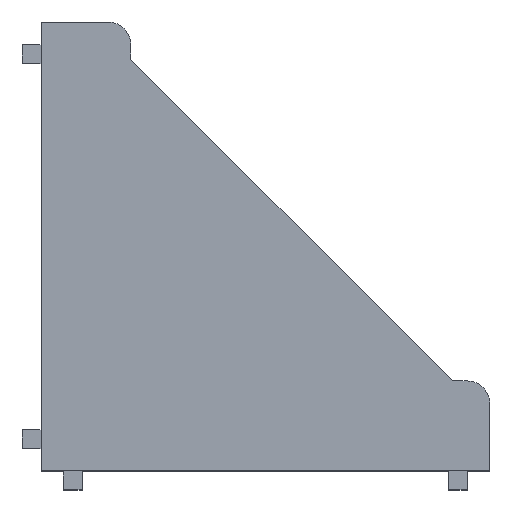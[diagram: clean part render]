
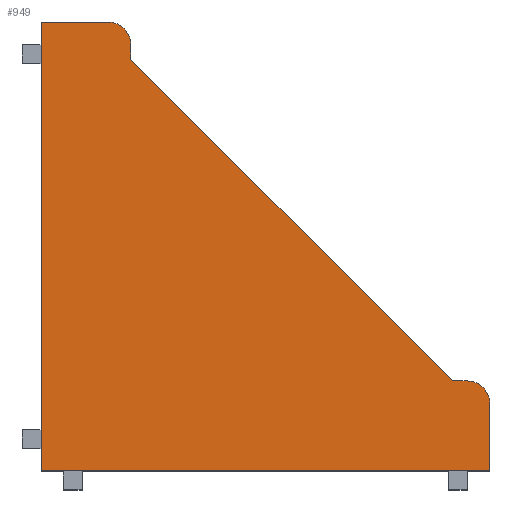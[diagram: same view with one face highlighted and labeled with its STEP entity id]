
A CAD part, top view. The second image highlights one B-rep face of the part: STEP entity #949.
In plain terms, the highlighted planar face has unit normal (0, 0, 1).
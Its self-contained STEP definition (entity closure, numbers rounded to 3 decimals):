
#21 = ORIENTED_EDGE ( 'NONE', *, *, #1182, .T. ) ;
#26 = CIRCLE ( 'NONE', #1406, 3. ) ;
#40 = EDGE_CURVE ( 'NONE', #1091, #2497, #1662, .T. ) ;
#48 = ORIENTED_EDGE ( 'NONE', *, *, #1221, .T. ) ;
#156 = FACE_OUTER_BOUND ( 'NONE', #1335, .T. ) ;
#238 = VERTEX_POINT ( 'NONE', #311 ) ;
#239 = VERTEX_POINT ( 'NONE', #1782 ) ;
#257 = DIRECTION ( 'NONE',  ( 0., -1., 0. ) ) ;
#258 = LINE ( 'NONE', #1515, #1358 ) ;
#311 = CARTESIAN_POINT ( 'NONE',  ( 12., 57., 30. ) ) ;
#367 = LINE ( 'NONE', #2731, #2622 ) ;
#408 = EDGE_CURVE ( 'NONE', #1156, #1091, #764, .T. ) ;
#412 = CARTESIAN_POINT ( 'NONE',  ( 55., 12., 30. ) ) ;
#427 = DIRECTION ( 'NONE',  ( -0.707, 0.707, 0. ) ) ;
#440 = EDGE_CURVE ( 'NONE', #238, #239, #1017, .T. ) ;
#533 = ORIENTED_EDGE ( 'NONE', *, *, #2557, .T. ) ;
#570 = CARTESIAN_POINT ( 'NONE',  ( 0., 0., 30. ) ) ;
#619 = VECTOR ( 'NONE', #2028, 1000. ) ;
#679 = DIRECTION ( 'NONE',  ( 0., 0., 1. ) ) ;
#704 = CARTESIAN_POINT ( 'NONE',  ( 60., 0., 30. ) ) ;
#764 = LINE ( 'NONE', #570, #619 ) ;
#792 = CARTESIAN_POINT ( 'NONE',  ( 0., 0., 30. ) ) ;
#835 = CARTESIAN_POINT ( 'NONE',  ( 57., 12., 30. ) ) ;
#892 = CARTESIAN_POINT ( 'NONE',  ( 57., 9., 30. ) ) ;
#909 = VERTEX_POINT ( 'NONE', #835 ) ;
#932 = LINE ( 'NONE', #1619, #2360 ) ;
#949 = ADVANCED_FACE ( 'NONE', ( #156 ), #2284, .T. ) ;
#962 = ORIENTED_EDGE ( 'NONE', *, *, #2510, .T. ) ;
#1017 = CIRCLE ( 'NONE', #2478, 3. ) ;
#1036 = EDGE_CURVE ( 'NONE', #1682, #238, #367, .T. ) ;
#1091 = VERTEX_POINT ( 'NONE', #704 ) ;
#1156 = VERTEX_POINT ( 'NONE', #2612 ) ;
#1182 = EDGE_CURVE ( 'NONE', #1288, #1156, #1759, .T. ) ;
#1212 = CARTESIAN_POINT ( 'NONE',  ( 60., 0., 30. ) ) ;
#1219 = DIRECTION ( 'NONE',  ( 0., 1., 0. ) ) ;
#1221 = EDGE_CURVE ( 'NONE', #909, #1390, #932, .T. ) ;
#1239 = VECTOR ( 'NONE', #427, 1000. ) ;
#1278 = VECTOR ( 'NONE', #2513, 1000. ) ;
#1288 = VERTEX_POINT ( 'NONE', #1382 ) ;
#1324 = AXIS2_PLACEMENT_3D ( 'NONE', #792, #1869, #1671 ) ;
#1335 = EDGE_LOOP ( 'NONE', ( #533, #21, #1794, #1484, #962, #48, #2398, #2202, #2039 ) ) ;
#1358 = VECTOR ( 'NONE', #2563, 1000. ) ;
#1382 = CARTESIAN_POINT ( 'NONE',  ( 0., 60., 30. ) ) ;
#1390 = VERTEX_POINT ( 'NONE', #412 ) ;
#1406 = AXIS2_PLACEMENT_3D ( 'NONE', #892, #679, #2601 ) ;
#1484 = ORIENTED_EDGE ( 'NONE', *, *, #40, .T. ) ;
#1485 = LINE ( 'NONE', #2342, #1239 ) ;
#1515 = CARTESIAN_POINT ( 'NONE',  ( 6., 60., 30. ) ) ;
#1619 = CARTESIAN_POINT ( 'NONE',  ( 55., 12., 30. ) ) ;
#1639 = VECTOR ( 'NONE', #257, 1000. ) ;
#1643 = CARTESIAN_POINT ( 'NONE',  ( 9., 57., 30. ) ) ;
#1658 = DIRECTION ( 'NONE',  ( -1., 0., 0. ) ) ;
#1662 = LINE ( 'NONE', #1212, #1278 ) ;
#1671 = DIRECTION ( 'NONE',  ( 1., 0., 0. ) ) ;
#1682 = VERTEX_POINT ( 'NONE', #1987 ) ;
#1759 = LINE ( 'NONE', #2157, #1639 ) ;
#1782 = CARTESIAN_POINT ( 'NONE',  ( 9., 60., 30. ) ) ;
#1794 = ORIENTED_EDGE ( 'NONE', *, *, #408, .T. ) ;
#1849 = DIRECTION ( 'NONE',  ( 0., 0., 1. ) ) ;
#1869 = DIRECTION ( 'NONE',  ( 0., 0., 1. ) ) ;
#1987 = CARTESIAN_POINT ( 'NONE',  ( 12., 55., 30. ) ) ;
#2012 = DIRECTION ( 'NONE',  ( -1., 0., 0. ) ) ;
#2018 = EDGE_CURVE ( 'NONE', #1390, #1682, #1485, .T. ) ;
#2028 = DIRECTION ( 'NONE',  ( 1., 0., 0. ) ) ;
#2039 = ORIENTED_EDGE ( 'NONE', *, *, #440, .T. ) ;
#2157 = CARTESIAN_POINT ( 'NONE',  ( 0., 60., 30. ) ) ;
#2202 = ORIENTED_EDGE ( 'NONE', *, *, #1036, .T. ) ;
#2284 = PLANE ( 'NONE',  #1324 ) ;
#2320 = CARTESIAN_POINT ( 'NONE',  ( 60., 9., 30. ) ) ;
#2342 = CARTESIAN_POINT ( 'NONE',  ( 12., 55., 30. ) ) ;
#2360 = VECTOR ( 'NONE', #2012, 1000. ) ;
#2398 = ORIENTED_EDGE ( 'NONE', *, *, #2018, .T. ) ;
#2478 = AXIS2_PLACEMENT_3D ( 'NONE', #1643, #1849, #1658 ) ;
#2497 = VERTEX_POINT ( 'NONE', #2320 ) ;
#2510 = EDGE_CURVE ( 'NONE', #2497, #909, #26, .T. ) ;
#2513 = DIRECTION ( 'NONE',  ( 0., 1., 0. ) ) ;
#2557 = EDGE_CURVE ( 'NONE', #239, #1288, #258, .T. ) ;
#2563 = DIRECTION ( 'NONE',  ( -1., 0., 0. ) ) ;
#2601 = DIRECTION ( 'NONE',  ( -1., 0., 0. ) ) ;
#2612 = CARTESIAN_POINT ( 'NONE',  ( 0., 0., 30. ) ) ;
#2622 = VECTOR ( 'NONE', #1219, 1000. ) ;
#2731 = CARTESIAN_POINT ( 'NONE',  ( 12., 57., 30. ) ) ;
